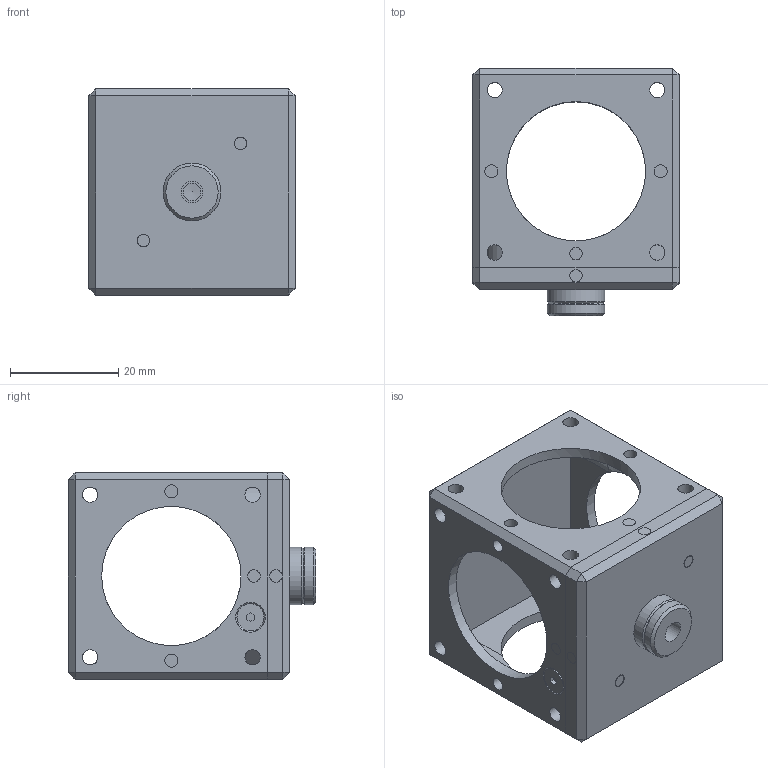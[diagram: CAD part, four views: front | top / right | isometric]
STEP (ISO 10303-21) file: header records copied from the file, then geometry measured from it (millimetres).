
FILE_DESCRIPTION(/* description */ (''),/* implementation_level */ '2;1');
FILE_NAME(/* name */ 'Integrated Mirror Bottom (CM1-DCH-M).step',/* time_stamp */ '2024-06-17T21:38:35-04:00',/* author */ (''),/* organization */ (''),/* preprocessor_version */ 'ST-DEVELOPER v20',/* originating_system */ 'Autodesk Translation Framework v12.20.1.177',/* authorisation */ '');
FILE_SCHEMA (('AUTOMOTIVE_DESIGN { 1 0 10303 214 3 1 1 }'));
Products named in the file (1): Integrated Mirror Bottom (CM1-DCH/M)
Bounding box: 38.1 x 45.72 x 38.1 mm (x, y, z)
Volume: 18962.5 mm3; surface area: 17738.2 mm2
Topology: 14 solids, 14 shells, 929 faces, 2453 edges, 1600 vertices
Faces by surface type: plane 571, bspline 164, cylinder 156, cone 34, torus 4
Full cylindrical faces by diameter (mm): 1.587 x4, 1.6 x4, 1.638 x26, 2.05 x2, 2.261 x2, 2.286 x4, 2.405 x8, 2.413 x2, 2.5 x2, 2.845 x18, 2.9 x2, 3.277 x2, 3.3 x1, 4 x1, 5 x2, 5.1 x1, 5.41 x2, 5.5 x1, 5.969 x2, 8.255 x2, 10.668 x2, 25.705 x4
Entity records: 42471 total; most frequent: CARTESIAN_POINT 19517, ORIENTED_EDGE 4892, DIRECTION 3823, EDGE_CURVE 2446, LINE 1655, VECTOR 1655, VERTEX_POINT 1600, AXIS2_PLACEMENT_3D 1084
